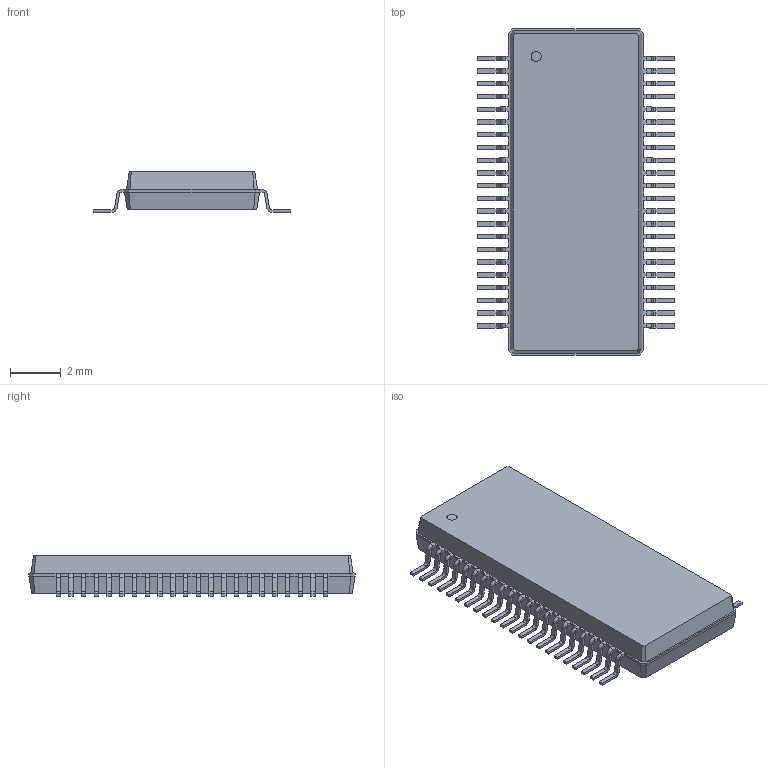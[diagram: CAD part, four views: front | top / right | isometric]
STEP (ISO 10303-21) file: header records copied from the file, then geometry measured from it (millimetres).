
FILE_DESCRIPTION(/* description */ ('model of SSOP-44_5.3x12.8mm_P0.5mm'),/* implementation_level */ '2;1');
FILE_NAME(/* name */ 'SSOP-44_5.3x12.8mm_P0.5mm.step',/* time_stamp */ '1970-01-01T00:00:00',/* author */ ('KiCAD','kicad'),/* organization */ ('OCCT'),/* preprocessor_version */ '',/* originating_system */ 'KiCAD',/* authorisation */ '');
FILE_SCHEMA(('AUTOMOTIVE_DESIGN { 1 0 10303 214 1 1 1 1 }'));
Length unit declared in the file: millimetre
Products named in the file (1): SSOP-44_5.3x12.8mm_P0.5mm
Bounding box: 7.75 x 12.8 x 1.6 mm (x, y, z)
Volume: 98.4 mm3; surface area: 224.3 mm2
Topology: 1 solids, 1 shells, 687 faces, 1869 edges, 1185 vertices
Faces by surface type: plane 495, cylinder 176, bspline 16
Entity records: 13760 total; most frequent: ORIENTED_EDGE 3201, EDGE_CURVE 1869, CARTESIAN_POINT 1628, VERTEX_POINT 1185, LINE 1184, AXIS2_PLACEMENT_3D 872, FACE_BOUND 688, ADVANCED_FACE 687
